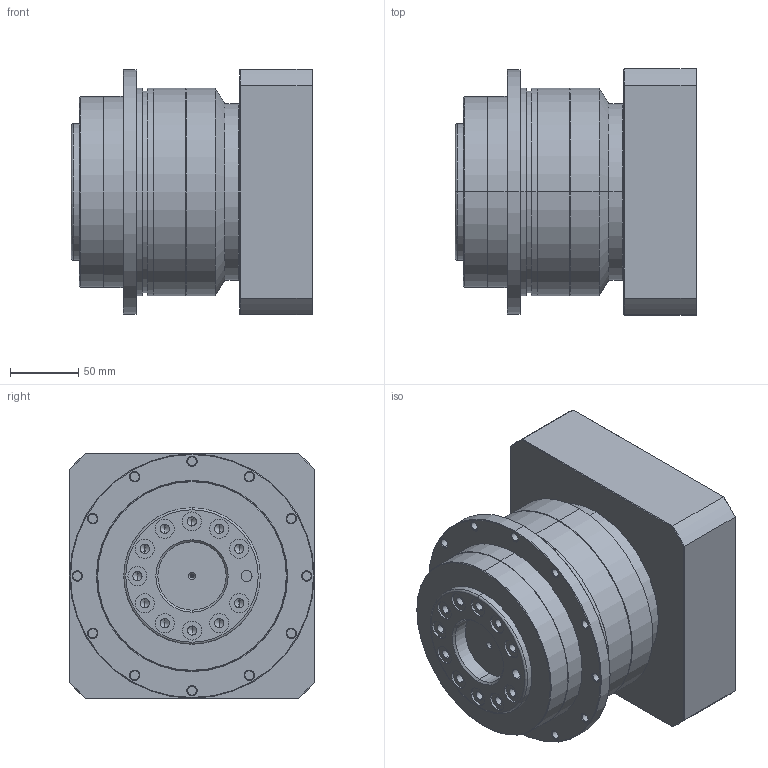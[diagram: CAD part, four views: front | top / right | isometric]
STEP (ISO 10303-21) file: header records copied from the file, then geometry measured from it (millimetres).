
FILE_DESCRIPTION (( 'STEP AP203' ), '1' );
FILE_NAME ('TD140-L1-35-114.3-200-M12-83.5-15.STEP', '2020-11-10T08:10:59', ( '' ), ( '' ), 'SwSTEP 2.0', 'SolidWorks 2017', '' );
FILE_SCHEMA (( 'CONFIG_CONTROL_DESIGN' ));
Length unit declared in the file: millimetre
Products named in the file (1): TD140-L1-35-114.3-200-M12-83.5-15
Bounding box: 177 x 180 x 180 mm (x, y, z)
Volume: 3362930.3 mm3; surface area: 250646.2 mm2
Topology: 3 solids, 3 shells, 303 faces, 678 edges, 392 vertices
Faces by surface type: cylinder 131, cone 118, plane 52, torus 2
Entity records: 8479 total; most frequent: DIRECTION 1578, CARTESIAN_POINT 1556, ORIENTED_EDGE 1292, AXIS2_PLACEMENT_3D 648, EDGE_CURVE 646, VERTEX_POINT 392, EDGE_LOOP 374, CIRCLE 344
